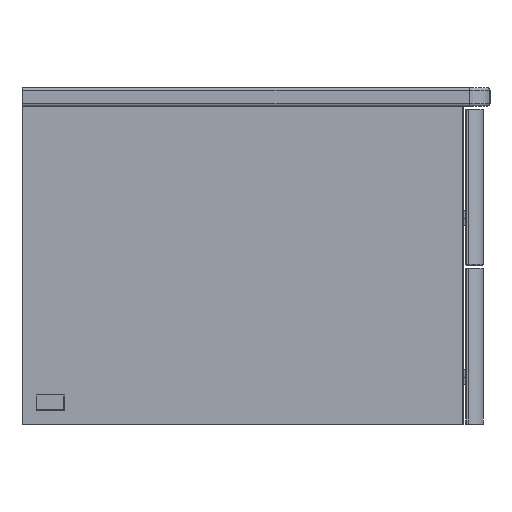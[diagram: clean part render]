
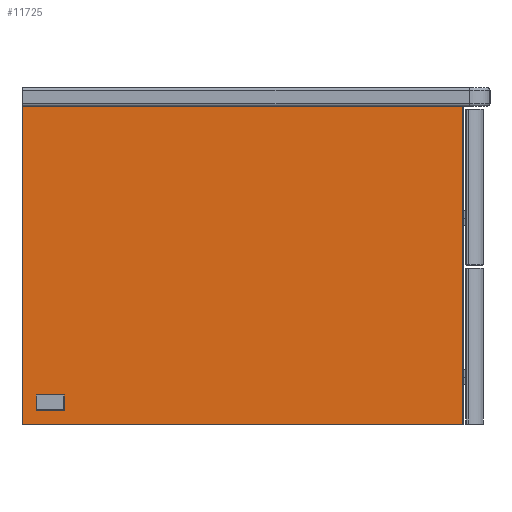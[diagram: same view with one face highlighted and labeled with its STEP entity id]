
A CAD part, left-side view. The second image highlights one B-rep face of the part: STEP entity #11725.
In plain terms, the highlighted planar face has unit normal (-1, 0, 0).
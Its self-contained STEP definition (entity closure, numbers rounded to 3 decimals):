
#11574=CARTESIAN_POINT('',(97022.764,-13572.733,170.0));
#11575=VERTEX_POINT('',#11574);
#11582=CARTESIAN_POINT('',(97022.764,-13572.733,-170.0));
#11583=VERTEX_POINT('',#11582);
#11584=CARTESIAN_POINT('',(97022.764,-13572.733,170.0));
#11585=DIRECTION('',(0.0,0.0,-1.0));
#11586=VECTOR('',#11585,340.0);
#11587=LINE('',#11584,#11586);
#11588=EDGE_CURVE('',#11575,#11583,#11587,.T.);
#11644=CARTESIAN_POINT('',(97022.764,-13101.733,-170.0));
#11645=VERTEX_POINT('',#11644);
#11646=CARTESIAN_POINT('',(97022.764,-13101.733,-170.0));
#11647=DIRECTION('',(0.0,-1.0,0.0));
#11648=VECTOR('',#11647,471.);
#11649=LINE('',#11646,#11648);
#11650=EDGE_CURVE('',#11645,#11583,#11649,.T.);
#11702=CARTESIAN_POINT('',(97022.764,-13337.233,-170.001));
#11703=DIRECTION('',(-1.0,0.0,0.0));
#11704=DIRECTION('',(0.0,0.0,1.0));
#11705=AXIS2_PLACEMENT_3D('',#11702,#11703,#11704);
#11706=PLANE('',#11705);
#11707=ORIENTED_EDGE('',*,*,#11588,.F.);
#11708=CARTESIAN_POINT('',(97022.764,-13101.733,170.0));
#11709=VERTEX_POINT('',#11708);
#11710=CARTESIAN_POINT('',(97022.764,-13101.733,170.0));
#11711=DIRECTION('',(0.0,-1.0,0.0));
#11712=VECTOR('',#11711,471.);
#11713=LINE('',#11710,#11712);
#11714=EDGE_CURVE('',#11709,#11575,#11713,.T.);
#11715=ORIENTED_EDGE('',*,*,#11714,.F.);
#11716=CARTESIAN_POINT('',(97022.764,-13101.733,-170.0));
#11717=DIRECTION('',(0.0,0.0,1.0));
#11718=VECTOR('',#11717,340.0);
#11719=LINE('',#11716,#11718);
#11720=EDGE_CURVE('',#11645,#11709,#11719,.T.);
#11721=ORIENTED_EDGE('',*,*,#11720,.F.);
#11722=ORIENTED_EDGE('',*,*,#11650,.T.);
#11723=EDGE_LOOP('',(#11707,#11715,#11721,#11722));
#11724=FACE_OUTER_BOUND('',#11723,.T.);
#11725=ADVANCED_FACE('',(#11724),#11706,.T.);
